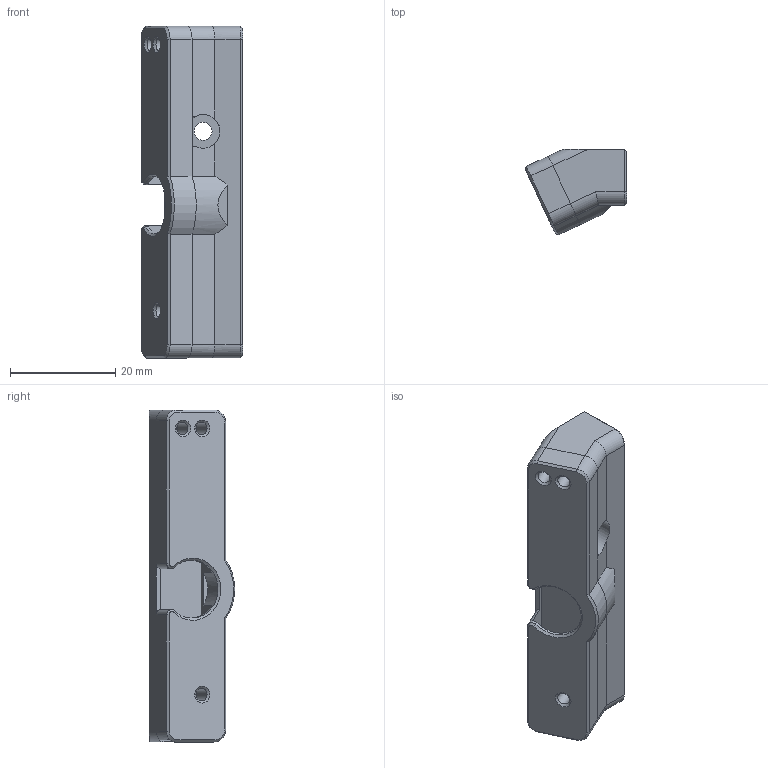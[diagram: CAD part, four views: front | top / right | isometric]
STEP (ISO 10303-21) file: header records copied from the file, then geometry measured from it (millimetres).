
FILE_DESCRIPTION(/* description */ (''),/* implementation_level */ '2;1');
FILE_NAME(/* name */ 'webcam_mount.step',/* time_stamp */ '2020-09-19T12:42:45-07:00',/* author */ (''),/* organization */ (''),/* preprocessor_version */ 'ST-DEVELOPER v18.1',/* originating_system */ 'Autodesk Translation Framework v9.3.0.1241',/* authorisation */ '');
FILE_SCHEMA (('AUTOMOTIVE_DESIGN { 1 0 10303 214 3 1 1 }'));
Length unit declared in the file: millimetre
Products named in the file (1): mini_webcam_mount
Bounding box: 19.22 x 16.24 x 63 mm (x, y, z)
Volume: 9852.6 mm3; surface area: 6289.4 mm2
Topology: 2 solids, 2 shells, 103 faces, 255 edges, 161 vertices
Faces by surface type: plane 64, cylinder 24, cone 13, bspline 2
Full cylindrical faces by diameter (mm): 1.6 x3, 2.4 x3, 3.4 x1, 6.4 x1
Entity records: 3084 total; most frequent: CARTESIAN_POINT 536, DIRECTION 532, ORIENTED_EDGE 510, EDGE_CURVE 255, LINE 178, VECTOR 178, AXIS2_PLACEMENT_3D 177, VERTEX_POINT 161
